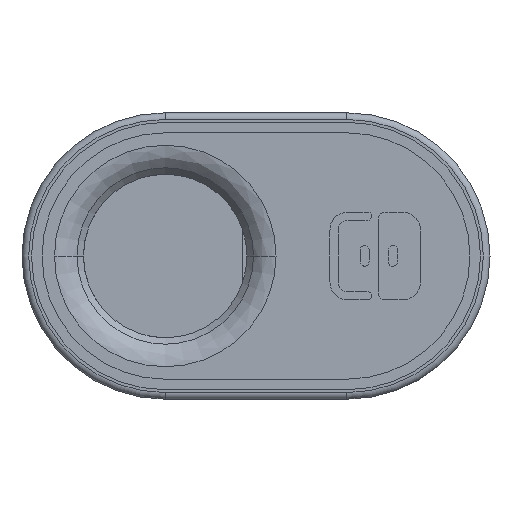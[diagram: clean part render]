
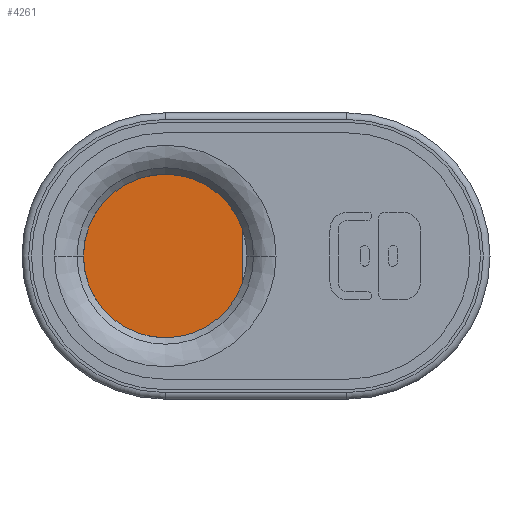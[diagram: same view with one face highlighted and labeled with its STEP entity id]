
A CAD part, front view. The second image highlights one B-rep face of the part: STEP entity #4261.
In plain terms, the highlighted planar face has unit normal (0, -1, 0).
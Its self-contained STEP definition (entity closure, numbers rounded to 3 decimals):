
#4094=CARTESIAN_POINT('',(0.,1.,0.));
#4095=DIRECTION('',(0.,-1.,0.));
#4096=DIRECTION('',(0.942,0.,0.337));
#4097=AXIS2_PLACEMENT_3D('',#4094,#4095,#4096);
#4109=DIRECTION('',(0.,0.,-1.));
#4110=VECTOR('',#4109,2.884);
#4111=CARTESIAN_POINT('',(4.034,1.,1.442));
#4112=LINE('',#4111,#4110);
#4180=CARTESIAN_POINT('',(4.034,1.,-1.442));
#4181=VERTEX_POINT('',#4180);
#4182=CARTESIAN_POINT('',(4.034,1.,1.442));
#4183=VERTEX_POINT('',#4182);
#4252=CARTESIAN_POINT('',(0.,1.,0.));
#4253=DIRECTION('',(0.,-1.,0.));
#4254=DIRECTION('',(-1.,0.,0.));
#4255=AXIS2_PLACEMENT_3D('',#4252,#4253,#4254);
#4256=PLANE('',#4255);
#4257=ORIENTED_EDGE('',*,*,#4232,.T.);
#4258=ORIENTED_EDGE('',*,*,#4246,.F.);
#4259=EDGE_LOOP('',(#4257,#4258));
#4260=FACE_OUTER_BOUND('',#4259,.F.);
#4098=CIRCLE('',#4097,4.284);
#4232=EDGE_CURVE('',#4183,#4181,#4112,.T.);
#4246=EDGE_CURVE('',#4183,#4181,#4098,.T.);
#4261=ADVANCED_FACE('',(#4260),#4256,.T.);
